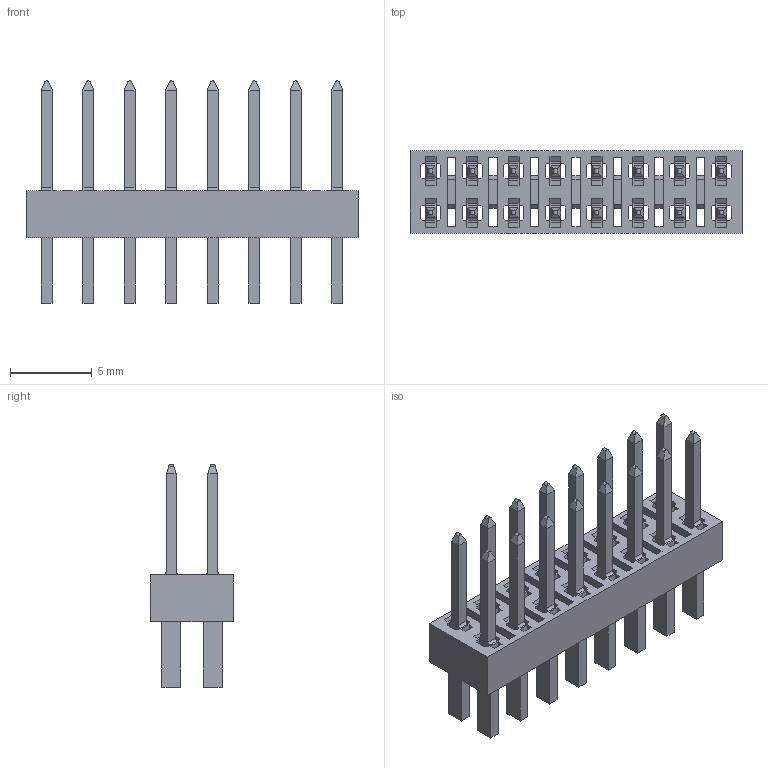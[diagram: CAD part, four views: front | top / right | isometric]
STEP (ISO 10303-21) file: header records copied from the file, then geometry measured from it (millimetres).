
FILE_DESCRIPTION((''),'2;1');
FILE_NAME('C-215447-8','2009-12-28T',('workeradm'),(''),'PRO/ENGINEER BY PARAMETRIC TECHNOLOGY CORPORATION, 2008380','PRO/ENGINEER BY PARAMETRIC TECHNOLOGY CORPORATION, 2008380','');
FILE_SCHEMA(('AUTOMOTIVE_DESIGN { 1 0 10303 214 1 1 1 1 }'));
Length unit declared in the file: millimetre
Products named in the file (1): C-215447-8
Bounding box: 20.32 x 5.03 x 13.6 mm (x, y, z)
Volume: 319.9 mm3; surface area: 1242.3 mm2
Topology: 1 solids, 1 shells, 620 faces, 1886 edges, 1236 vertices
Faces by surface type: plane 572, cylinder 48
Entity records: 21058 total; most frequent: CARTESIAN_POINT 3999, ORIENTED_EDGE 3772, DIRECTION 3158, EDGE_CURVE 1886, VECTOR 1790, LINE 1790, VERTEX_POINT 1236, AXIS2_PLACEMENT_3D 684
